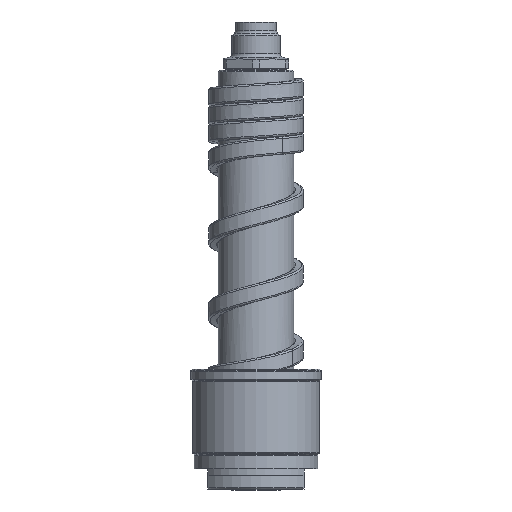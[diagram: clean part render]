
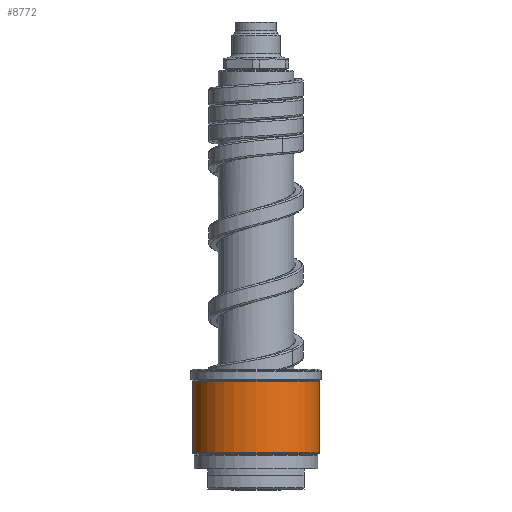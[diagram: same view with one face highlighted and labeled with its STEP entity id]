
A CAD part, front view. The second image highlights one B-rep face of the part: STEP entity #8772.
In plain terms, the highlighted cylindrical face has radius 18.5 mm (diameter 37 mm), a partial arc.
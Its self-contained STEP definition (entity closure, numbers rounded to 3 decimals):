
#1311=CARTESIAN_POINT('',(0.,0.,10.583));
#1312=DIRECTION('',(0.,0.,1.));
#1313=DIRECTION('',(-1.,0.,0.));
#1314=AXIS2_PLACEMENT_3D('',#1311,#1312,#1313);
#1316=DIRECTION('',(0.,0.,-1.));
#1317=VECTOR('',#1316,20.834);
#1318=CARTESIAN_POINT('',(-18.5,0.,31.417));
#1319=LINE('',#1318,#1317);
#1320=CARTESIAN_POINT('',(0.,0.,31.417));
#1321=DIRECTION('',(0.,0.,1.));
#1322=DIRECTION('',(-1.,0.,0.));
#1323=AXIS2_PLACEMENT_3D('',#1320,#1321,#1322);
#1325=DIRECTION('',(0.,0.,-1.));
#1326=VECTOR('',#1325,20.834);
#1327=CARTESIAN_POINT('',(18.5,0.,31.417));
#1328=LINE('',#1327,#1326);
#6655=CARTESIAN_POINT('',(18.5,0.,31.417));
#6656=CARTESIAN_POINT('',(-18.5,0.,31.417));
#6657=VERTEX_POINT('',#6655);
#6658=VERTEX_POINT('',#6656);
#6681=CARTESIAN_POINT('',(18.5,0.,10.583));
#6682=VERTEX_POINT('',#6681);
#6683=CARTESIAN_POINT('',(-18.5,0.,10.583));
#6684=VERTEX_POINT('',#6683);
#8758=CARTESIAN_POINT('',(0.,0.,8.75));
#8759=DIRECTION('',(0.,0.,1.));
#8760=DIRECTION('',(-1.,0.,0.));
#8761=AXIS2_PLACEMENT_3D('',#8758,#8759,#8760);
#8762=CYLINDRICAL_SURFACE('',#8761,18.5);
#8764=ORIENTED_EDGE('',*,*,#8763,.F.);
#8766=ORIENTED_EDGE('',*,*,#8765,.F.);
#8767=ORIENTED_EDGE('',*,*,#8748,.T.);
#8769=ORIENTED_EDGE('',*,*,#8768,.T.);
#8770=EDGE_LOOP('',(#8764,#8766,#8767,#8769));
#8771=FACE_OUTER_BOUND('',#8770,.F.);
#1315=CIRCLE('',#1314,18.5);
#1324=CIRCLE('',#1323,18.5);
#8748=EDGE_CURVE('',#6658,#6657,#1324,.T.);
#8763=EDGE_CURVE('',#6684,#6682,#1315,.T.);
#8765=EDGE_CURVE('',#6658,#6684,#1319,.T.);
#8768=EDGE_CURVE('',#6657,#6682,#1328,.T.);
#8772=ADVANCED_FACE('',(#8771),#8762,.T.);
